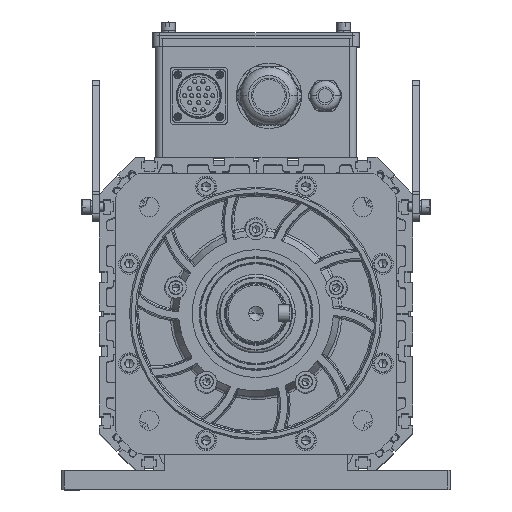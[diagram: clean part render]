
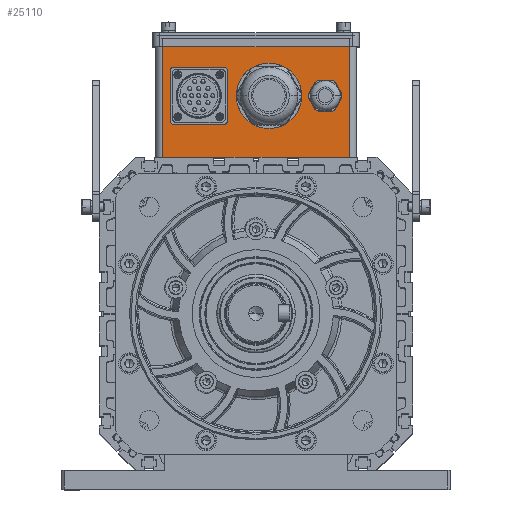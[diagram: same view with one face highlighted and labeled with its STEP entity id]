
A CAD part, top view. The second image highlights one B-rep face of the part: STEP entity #25110.
In plain terms, the highlighted planar face has unit normal (0, 0, 1).
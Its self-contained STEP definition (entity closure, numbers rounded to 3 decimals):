
#842 = DIRECTION ( 'NONE',  ( 0., 1., 0. ) ) ;
#1073 = FACE_OUTER_BOUND ( 'NONE', #119391, .T. ) ;
#2206 = CARTESIAN_POINT ( 'NONE',  ( -59., 175.75, -24. ) ) ;
#2625 = VERTEX_POINT ( 'NONE', #119239 ) ;
#2679 = CIRCLE ( 'NONE', #31582, 10. ) ;
#2875 = ORIENTED_EDGE ( 'NONE', *, *, #18934, .F. ) ;
#8512 = VERTEX_POINT ( 'NONE', #26511 ) ;
#9527 = CARTESIAN_POINT ( 'NONE',  ( 66.75, 196.5, -24. ) ) ;
#11826 = ORIENTED_EDGE ( 'NONE', *, *, #65107, .F. ) ;
#11882 = CARTESIAN_POINT ( 'NONE',  ( -59., 175.75, -24. ) ) ;
#12239 = DIRECTION ( 'NONE',  ( 0., -1., 0. ) ) ;
#12957 = ORIENTED_EDGE ( 'NONE', *, *, #74291, .T. ) ;
#15564 = CIRCLE ( 'NONE', #44485, 2. ) ;
#17642 = DIRECTION ( 'NONE',  ( 0., -1., 0. ) ) ;
#17852 = DIRECTION ( 'NONE',  ( 0., 1., 0. ) ) ;
#18934 = EDGE_CURVE ( 'NONE', #8512, #93549, #40238, .T. ) ;
#20981 = AXIS2_PLACEMENT_3D ( 'NONE', #90573, #37411, #101109 ) ;
#21272 = CARTESIAN_POINT ( 'NONE',  ( -59., 135.25, -24. ) ) ;
#21675 = LINE ( 'NONE', #11882, #26687 ) ;
#22420 = VERTEX_POINT ( 'NONE', #57629 ) ;
#23714 = VERTEX_POINT ( 'NONE', #71596 ) ;
#25110 = ADVANCED_FACE ( 'NONE', ( #43025, #116474, #1073, #43694 ), #86363, .F. ) ;
#26045 = VERTEX_POINT ( 'NONE', #109092 ) ;
#26307 = DIRECTION ( 'NONE',  ( 1., 0., 0. ) ) ;
#26511 = CARTESIAN_POINT ( 'NONE',  ( -66.75, 196.5, -24. ) ) ;
#26687 = VECTOR ( 'NONE', #64367, 1000. ) ;
#27109 = DIRECTION ( 'NONE',  ( 0., 1., 0. ) ) ;
#27442 = VECTOR ( 'NONE', #88323, 1000. ) ;
#27673 = VERTEX_POINT ( 'NONE', #120101 ) ;
#27794 = EDGE_CURVE ( 'NONE', #84790, #22420, #55821, .T. ) ;
#27950 = EDGE_LOOP ( 'NONE', ( #70740, #83624 ) ) ;
#27995 = VERTEX_POINT ( 'NONE', #66152 ) ;
#31582 = AXIS2_PLACEMENT_3D ( 'NONE', #137193, #32271, #842 ) ;
#32271 = DIRECTION ( 'NONE',  ( 0., 0., 1. ) ) ;
#32579 = AXIS2_PLACEMENT_3D ( 'NONE', #132517, #58462, #17852 ) ;
#36183 = DIRECTION ( 'NONE',  ( 0., 0., 1. ) ) ;
#36853 = CARTESIAN_POINT ( 'NONE',  ( 9.25, 155.5, -24. ) ) ;
#36868 = LINE ( 'NONE', #79538, #65901 ) ;
#37056 = VERTEX_POINT ( 'NONE', #74206 ) ;
#37411 = DIRECTION ( 'NONE',  ( 0., 0., 1. ) ) ;
#38156 = CARTESIAN_POINT ( 'NONE',  ( -66.75, 111.5, -24. ) ) ;
#38373 = DIRECTION ( 'NONE',  ( 0., -1., 0. ) ) ;
#40238 = LINE ( 'NONE', #82913, #115384 ) ;
#40880 = CARTESIAN_POINT ( 'NONE',  ( -22.5, 175.75, -24. ) ) ;
#41737 = VERTEX_POINT ( 'NONE', #78032 ) ;
#42005 = EDGE_CURVE ( 'NONE', #2625, #130973, #54146, .T. ) ;
#43025 = FACE_BOUND ( 'NONE', #112535, .T. ) ;
#43694 = FACE_BOUND ( 'NONE', #117849, .T. ) ;
#44485 = AXIS2_PLACEMENT_3D ( 'NONE', #79892, #134393, #17642 ) ;
#45836 = ORIENTED_EDGE ( 'NONE', *, *, #74819, .F. ) ;
#46806 = CIRCLE ( 'NONE', #127120, 2. ) ;
#48665 = ORIENTED_EDGE ( 'NONE', *, *, #42005, .F. ) ;
#51431 = AXIS2_PLACEMENT_3D ( 'NONE', #36853, #36183, #79521 ) ;
#51455 = VERTEX_POINT ( 'NONE', #82807 ) ;
#52335 = ORIENTED_EDGE ( 'NONE', *, *, #57897, .F. ) ;
#52535 = ORIENTED_EDGE ( 'NONE', *, *, #92415, .F. ) ;
#52804 = EDGE_CURVE ( 'NONE', #8512, #136183, #55500, .T. ) ;
#54146 = LINE ( 'NONE', #21272, #83787 ) ;
#55500 = LINE ( 'NONE', #76469, #27442 ) ;
#55821 = CIRCLE ( 'NONE', #51431, 18.25 ) ;
#56071 = VERTEX_POINT ( 'NONE', #2206 ) ;
#57629 = CARTESIAN_POINT ( 'NONE',  ( 9.25, 173.75, -24. ) ) ;
#57897 = EDGE_CURVE ( 'NONE', #22420, #84790, #106378, .T. ) ;
#58462 = DIRECTION ( 'NONE',  ( 0., 0., 1. ) ) ;
#58765 = AXIS2_PLACEMENT_3D ( 'NONE', #118515, #65423, #12239 ) ;
#59188 = DIRECTION ( 'NONE',  ( 0., 0., 1. ) ) ;
#62030 = VECTOR ( 'NONE', #77434, 1000. ) ;
#64367 = DIRECTION ( 'NONE',  ( -1., 0., 0. ) ) ;
#64595 = CARTESIAN_POINT ( 'NONE',  ( -59., 137.25, -24. ) ) ;
#65107 = EDGE_CURVE ( 'NONE', #23714, #27995, #36868, .T. ) ;
#65423 = DIRECTION ( 'NONE',  ( 0., 0., -1. ) ) ;
#65620 = AXIS2_PLACEMENT_3D ( 'NONE', #70864, #130487, #78749 ) ;
#65901 = VECTOR ( 'NONE', #27109, 1000. ) ;
#66152 = CARTESIAN_POINT ( 'NONE',  ( -20.5, 173.75, -24. ) ) ;
#66896 = ORIENTED_EDGE ( 'NONE', *, *, #101182, .F. ) ;
#70740 = ORIENTED_EDGE ( 'NONE', *, *, #104984, .F. ) ;
#70864 = CARTESIAN_POINT ( 'NONE',  ( 49.25, 155.5, -24. ) ) ;
#71596 = CARTESIAN_POINT ( 'NONE',  ( -20.5, 137.25, -24. ) ) ;
#74206 = CARTESIAN_POINT ( 'NONE',  ( 66.75, 111.5, -24. ) ) ;
#74291 = EDGE_CURVE ( 'NONE', #136183, #37056, #101812, .T. ) ;
#74819 = EDGE_CURVE ( 'NONE', #87379, #56071, #21675, .T. ) ;
#76444 = DIRECTION ( 'NONE',  ( 0., 0., 1. ) ) ;
#76469 = CARTESIAN_POINT ( 'NONE',  ( -66.75, 196.5, -24. ) ) ;
#76619 = CARTESIAN_POINT ( 'NONE',  ( 9.25, 137.25, -24. ) ) ;
#77434 = DIRECTION ( 'NONE',  ( 0., -1., 0. ) ) ;
#78032 = CARTESIAN_POINT ( 'NONE',  ( -61., 173.75, -24. ) ) ;
#78749 = DIRECTION ( 'NONE',  ( 0., 1., 0. ) ) ;
#79521 = DIRECTION ( 'NONE',  ( 0., 1., 0. ) ) ;
#79538 = CARTESIAN_POINT ( 'NONE',  ( -20.5, 173.75, -24. ) ) ;
#79892 = CARTESIAN_POINT ( 'NONE',  ( -22.5, 173.75, -24. ) ) ;
#80146 = DIRECTION ( 'NONE',  ( 0., -1., 0. ) ) ;
#80238 = EDGE_CURVE ( 'NONE', #26045, #27673, #90142, .T. ) ;
#80426 = ORIENTED_EDGE ( 'NONE', *, *, #27794, .F. ) ;
#82439 = VECTOR ( 'NONE', #38373, 1000. ) ;
#82807 = CARTESIAN_POINT ( 'NONE',  ( -61., 137.25, -24. ) ) ;
#82883 = AXIS2_PLACEMENT_3D ( 'NONE', #135334, #59188, #80146 ) ;
#82913 = CARTESIAN_POINT ( 'NONE',  ( -66.75, 196.5, -24. ) ) ;
#83624 = ORIENTED_EDGE ( 'NONE', *, *, #80238, .F. ) ;
#83787 = VECTOR ( 'NONE', #105907, 1000. ) ;
#84790 = VERTEX_POINT ( 'NONE', #76619 ) ;
#86363 = PLANE ( 'NONE',  #58765 ) ;
#87379 = VERTEX_POINT ( 'NONE', #40880 ) ;
#87927 = LINE ( 'NONE', #130538, #62030 ) ;
#88323 = DIRECTION ( 'NONE',  ( 0., -1., 0. ) ) ;
#89028 = CARTESIAN_POINT ( 'NONE',  ( -66.75, 111.5, -24. ) ) ;
#90142 = CIRCLE ( 'NONE', #65620, 10. ) ;
#90573 = CARTESIAN_POINT ( 'NONE',  ( -22.5, 137.25, -24. ) ) ;
#91515 = CARTESIAN_POINT ( 'NONE',  ( -22.5, 135.25, -24. ) ) ;
#91528 = LINE ( 'NONE', #134155, #82439 ) ;
#92415 = EDGE_CURVE ( 'NONE', #56071, #41737, #105270, .T. ) ;
#93549 = VERTEX_POINT ( 'NONE', #9527 ) ;
#101109 = DIRECTION ( 'NONE',  ( 0., -1., 0. ) ) ;
#101182 = EDGE_CURVE ( 'NONE', #51455, #2625, #46806, .T. ) ;
#101812 = LINE ( 'NONE', #38156, #122589 ) ;
#102525 = EDGE_CURVE ( 'NONE', #27995, #87379, #15564, .T. ) ;
#104984 = EDGE_CURVE ( 'NONE', #27673, #26045, #2679, .T. ) ;
#105270 = CIRCLE ( 'NONE', #82883, 2. ) ;
#105907 = DIRECTION ( 'NONE',  ( 1., 0., 0. ) ) ;
#106378 = CIRCLE ( 'NONE', #32579, 18.25 ) ;
#109092 = CARTESIAN_POINT ( 'NONE',  ( 49.25, 145.5, -24. ) ) ;
#110167 = ORIENTED_EDGE ( 'NONE', *, *, #52804, .T. ) ;
#112535 = EDGE_LOOP ( 'NONE', ( #52335, #80426 ) ) ;
#114446 = EDGE_CURVE ( 'NONE', #41737, #51455, #91528, .T. ) ;
#115384 = VECTOR ( 'NONE', #116443, 1000. ) ;
#116443 = DIRECTION ( 'NONE',  ( 1., 0., 0. ) ) ;
#116474 = FACE_BOUND ( 'NONE', #27950, .T. ) ;
#117849 = EDGE_LOOP ( 'NONE', ( #66896, #126083, #52535, #45836, #121078, #11826, #120129, #48665 ) ) ;
#118515 = CARTESIAN_POINT ( 'NONE',  ( -66.75, 196.5, -24. ) ) ;
#119239 = CARTESIAN_POINT ( 'NONE',  ( -59., 135.25, -24. ) ) ;
#119391 = EDGE_LOOP ( 'NONE', ( #12957, #123522, #2875, #110167 ) ) ;
#120101 = CARTESIAN_POINT ( 'NONE',  ( 49.25, 165.5, -24. ) ) ;
#120129 = ORIENTED_EDGE ( 'NONE', *, *, #120907, .F. ) ;
#120907 = EDGE_CURVE ( 'NONE', #130973, #23714, #121482, .T. ) ;
#121078 = ORIENTED_EDGE ( 'NONE', *, *, #102525, .F. ) ;
#121482 = CIRCLE ( 'NONE', #20981, 2. ) ;
#121628 = DIRECTION ( 'NONE',  ( 0., 1., 0. ) ) ;
#122589 = VECTOR ( 'NONE', #26307, 1000. ) ;
#123522 = ORIENTED_EDGE ( 'NONE', *, *, #126267, .F. ) ;
#126083 = ORIENTED_EDGE ( 'NONE', *, *, #114446, .F. ) ;
#126267 = EDGE_CURVE ( 'NONE', #93549, #37056, #87927, .T. ) ;
#127120 = AXIS2_PLACEMENT_3D ( 'NONE', #64595, #76444, #121628 ) ;
#130487 = DIRECTION ( 'NONE',  ( 0., 0., 1. ) ) ;
#130538 = CARTESIAN_POINT ( 'NONE',  ( 66.75, 196.5, -24. ) ) ;
#130973 = VERTEX_POINT ( 'NONE', #91515 ) ;
#132517 = CARTESIAN_POINT ( 'NONE',  ( 9.25, 155.5, -24. ) ) ;
#134155 = CARTESIAN_POINT ( 'NONE',  ( -61., 173.75, -24. ) ) ;
#134393 = DIRECTION ( 'NONE',  ( 0., 0., 1. ) ) ;
#135334 = CARTESIAN_POINT ( 'NONE',  ( -59., 173.75, -24. ) ) ;
#136183 = VERTEX_POINT ( 'NONE', #89028 ) ;
#137193 = CARTESIAN_POINT ( 'NONE',  ( 49.25, 155.5, -24. ) ) ;
